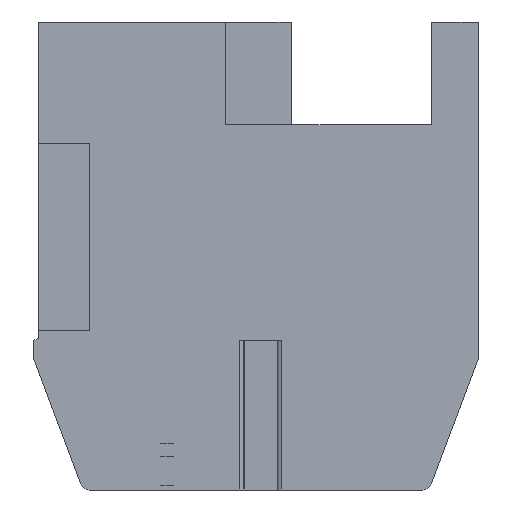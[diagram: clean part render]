
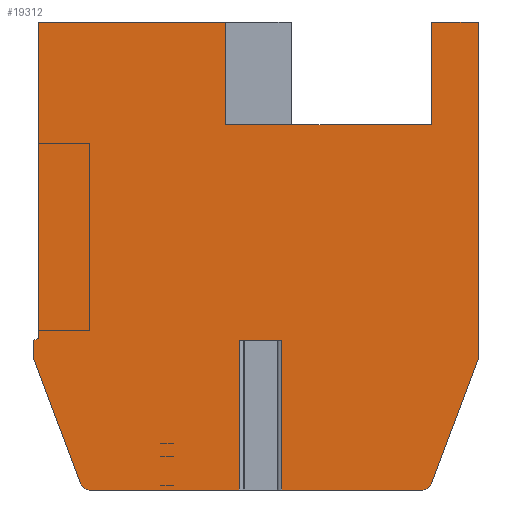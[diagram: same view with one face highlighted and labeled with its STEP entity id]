
A CAD part, front view. The second image highlights one B-rep face of the part: STEP entity #19312.
In plain terms, the highlighted planar face has unit normal (0, -1, 0).
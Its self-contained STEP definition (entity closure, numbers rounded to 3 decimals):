
#1=DIRECTION('',(1.,0.,0.));
#2=VECTOR('',#1,0.906);
#3=CARTESIAN_POINT('',(4.297,0.,-6.8));
#4=LINE('',#3,#2);
#5=DIRECTION('',(0.,0.,-1.));
#6=VECTOR('',#5,3.2);
#7=CARTESIAN_POINT('',(4.297,0.,-6.8));
#8=LINE('',#7,#6);
#9=DIRECTION('',(-1.,0.,0.));
#10=VECTOR('',#9,3.208);
#11=CARTESIAN_POINT('',(4.297,0.,-10.));
#12=LINE('',#11,#10);
#13=CARTESIAN_POINT('',(1.089,0.,-9.8));
#14=DIRECTION('',(0.,1.,0.));
#15=DIRECTION('',(0.,0.,-1.));
#16=AXIS2_PLACEMENT_3D('',#13,#14,#15);
#18=DIRECTION('',(-0.351,0.,0.936));
#19=VECTOR('',#18,2.816);
#20=CARTESIAN_POINT('',(0.901,0.,-9.87));
#21=LINE('',#20,#19);
#22=CARTESIAN_POINT('',(0.1,0.,-7.164));
#23=DIRECTION('',(0.,1.,0.));
#24=DIRECTION('',(-0.936,0.,-0.351));
#25=AXIS2_PLACEMENT_3D('',#22,#23,#24);
#27=DIRECTION('',(0.,0.,1.));
#28=VECTOR('',#27,0.364);
#29=CARTESIAN_POINT('',(-0.1,0.,-7.164));
#30=LINE('',#29,#28);
#31=DIRECTION('',(0.928,0.,0.371));
#32=VECTOR('',#31,0.108);
#33=CARTESIAN_POINT('',(-0.1,0.,-6.8));
#34=LINE('',#33,#32);
#35=DIRECTION('',(0.,0.,1.));
#36=VECTOR('',#35,6.76);
#37=CARTESIAN_POINT('',(0.,0.,-6.76));
#38=LINE('',#37,#36);
#39=DIRECTION('',(1.,0.,0.));
#40=VECTOR('',#39,4.);
#41=CARTESIAN_POINT('',(0.,0.,0.));
#42=LINE('',#41,#40);
#43=DIRECTION('',(0.,0.,-1.));
#44=VECTOR('',#43,2.2);
#45=CARTESIAN_POINT('',(4.,0.,0.));
#46=LINE('',#45,#44);
#47=DIRECTION('',(0.,0.,1.));
#48=VECTOR('',#47,2.2);
#49=CARTESIAN_POINT('',(8.4,0.,-2.2));
#50=LINE('',#49,#48);
#51=DIRECTION('',(1.,0.,0.));
#52=VECTOR('',#51,1.);
#53=CARTESIAN_POINT('',(8.4,0.,0.));
#54=LINE('',#53,#52);
#55=DIRECTION('',(0.,0.,-1.));
#56=VECTOR('',#55,7.164);
#57=CARTESIAN_POINT('',(9.4,0.,0.));
#58=LINE('',#57,#56);
#59=CARTESIAN_POINT('',(9.2,0.,-7.164));
#60=DIRECTION('',(0.,1.,0.));
#61=DIRECTION('',(1.,0.,0.));
#62=AXIS2_PLACEMENT_3D('',#59,#60,#61);
#64=DIRECTION('',(-0.351,0.,-0.936));
#65=VECTOR('',#64,2.816);
#66=CARTESIAN_POINT('',(9.387,0.,-7.234));
#67=LINE('',#66,#65);
#68=CARTESIAN_POINT('',(8.211,0.,-9.8));
#69=DIRECTION('',(0.,1.,0.));
#70=DIRECTION('',(0.936,0.,-0.351));
#71=AXIS2_PLACEMENT_3D('',#68,#69,#70);
#73=DIRECTION('',(-1.,0.,0.));
#74=VECTOR('',#73,3.008);
#75=CARTESIAN_POINT('',(8.211,0.,-10.));
#76=LINE('',#75,#74);
#77=DIRECTION('',(0.,0.,-1.));
#78=VECTOR('',#77,3.2);
#79=CARTESIAN_POINT('',(5.203,0.,-6.8));
#80=LINE('',#79,#78);
#4729=DIRECTION('',(-1.,0.,0.));
#4730=VECTOR('',#4729,4.4);
#4731=CARTESIAN_POINT('',(8.4,0.,-2.2));
#4732=LINE('',#4731,#4730);
#15181=CARTESIAN_POINT('',(-0.087,0.,-7.234));
#15182=CARTESIAN_POINT('',(-0.1,0.,-7.164));
#15183=VERTEX_POINT('',#15181);
#15184=VERTEX_POINT('',#15182);
#15185=CARTESIAN_POINT('',(-0.1,0.,-6.8));
#15186=VERTEX_POINT('',#15185);
#15187=CARTESIAN_POINT('',(0.,0.,-6.76));
#15188=VERTEX_POINT('',#15187);
#15189=CARTESIAN_POINT('',(0.,0.,0.));
#15190=VERTEX_POINT('',#15189);
#15191=CARTESIAN_POINT('',(8.4,0.,-2.2));
#15192=CARTESIAN_POINT('',(8.4,0.,0.));
#15193=VERTEX_POINT('',#15191);
#15194=VERTEX_POINT('',#15192);
#15195=CARTESIAN_POINT('',(9.4,0.,0.));
#15196=VERTEX_POINT('',#15195);
#15197=CARTESIAN_POINT('',(9.4,0.,-7.164));
#15198=VERTEX_POINT('',#15197);
#15199=CARTESIAN_POINT('',(9.387,0.,-7.234));
#15200=VERTEX_POINT('',#15199);
#15201=CARTESIAN_POINT('',(8.399,0.,-9.87));
#15202=VERTEX_POINT('',#15201);
#15203=CARTESIAN_POINT('',(8.211,0.,-10.));
#15204=VERTEX_POINT('',#15203);
#15205=CARTESIAN_POINT('',(1.089,0.,-10.));
#15206=CARTESIAN_POINT('',(0.901,0.,-9.87));
#15207=VERTEX_POINT('',#15205);
#15208=VERTEX_POINT('',#15206);
#15421=CARTESIAN_POINT('',(4.,0.,0.));
#15422=CARTESIAN_POINT('',(4.,0.,-2.2));
#15423=VERTEX_POINT('',#15421);
#15424=VERTEX_POINT('',#15422);
#15445=CARTESIAN_POINT('',(4.297,0.,-6.8));
#15446=CARTESIAN_POINT('',(5.203,0.,-6.8));
#15447=VERTEX_POINT('',#15445);
#15448=VERTEX_POINT('',#15446);
#15449=CARTESIAN_POINT('',(4.297,0.,-10.));
#15450=VERTEX_POINT('',#15449);
#15451=CARTESIAN_POINT('',(5.203,0.,-10.));
#15452=VERTEX_POINT('',#15451);
#19265=CARTESIAN_POINT('',(0.,0.,0.));
#19266=DIRECTION('',(0.,1.,0.));
#19267=DIRECTION('',(1.,0.,0.));
#19268=AXIS2_PLACEMENT_3D('',#19265,#19266,#19267);
#19269=PLANE('',#19268);
#19271=ORIENTED_EDGE('',*,*,#19270,.F.);
#19273=ORIENTED_EDGE('',*,*,#19272,.T.);
#19275=ORIENTED_EDGE('',*,*,#19274,.T.);
#19277=ORIENTED_EDGE('',*,*,#19276,.T.);
#19279=ORIENTED_EDGE('',*,*,#19278,.T.);
#19281=ORIENTED_EDGE('',*,*,#19280,.T.);
#19283=ORIENTED_EDGE('',*,*,#19282,.T.);
#19285=ORIENTED_EDGE('',*,*,#19284,.T.);
#19287=ORIENTED_EDGE('',*,*,#19286,.T.);
#19289=ORIENTED_EDGE('',*,*,#19288,.T.);
#19291=ORIENTED_EDGE('',*,*,#19290,.T.);
#19293=ORIENTED_EDGE('',*,*,#19292,.F.);
#19295=ORIENTED_EDGE('',*,*,#19294,.T.);
#19297=ORIENTED_EDGE('',*,*,#19296,.T.);
#19299=ORIENTED_EDGE('',*,*,#19298,.T.);
#19301=ORIENTED_EDGE('',*,*,#19300,.T.);
#19303=ORIENTED_EDGE('',*,*,#19302,.T.);
#19305=ORIENTED_EDGE('',*,*,#19304,.T.);
#19307=ORIENTED_EDGE('',*,*,#19306,.T.);
#19309=ORIENTED_EDGE('',*,*,#19308,.F.);
#19310=EDGE_LOOP('',(#19271,#19273,#19275,#19277,#19279,#19281,#19283,#19285,
#19287,#19289,#19291,#19293,#19295,#19297,#19299,#19301,#19303,#19305,#19307,
#19309));
#19311=FACE_OUTER_BOUND('',#19310,.F.);
#19312=ADVANCED_FACE('',(#19311),#19269,.F.);
#17=CIRCLE('',#16,0.2);
#26=CIRCLE('',#25,0.2);
#63=CIRCLE('',#62,0.2);
#72=CIRCLE('',#71,0.2);
#19270=EDGE_CURVE('',#15447,#15448,#4,.T.);
#19272=EDGE_CURVE('',#15447,#15450,#8,.T.);
#19274=EDGE_CURVE('',#15450,#15207,#12,.T.);
#19276=EDGE_CURVE('',#15207,#15208,#17,.T.);
#19278=EDGE_CURVE('',#15208,#15183,#21,.T.);
#19280=EDGE_CURVE('',#15183,#15184,#26,.T.);
#19282=EDGE_CURVE('',#15184,#15186,#30,.T.);
#19284=EDGE_CURVE('',#15186,#15188,#34,.T.);
#19286=EDGE_CURVE('',#15188,#15190,#38,.T.);
#19288=EDGE_CURVE('',#15190,#15423,#42,.T.);
#19290=EDGE_CURVE('',#15423,#15424,#46,.T.);
#19292=EDGE_CURVE('',#15193,#15424,#4732,.T.);
#19294=EDGE_CURVE('',#15193,#15194,#50,.T.);
#19296=EDGE_CURVE('',#15194,#15196,#54,.T.);
#19298=EDGE_CURVE('',#15196,#15198,#58,.T.);
#19300=EDGE_CURVE('',#15198,#15200,#63,.T.);
#19302=EDGE_CURVE('',#15200,#15202,#67,.T.);
#19304=EDGE_CURVE('',#15202,#15204,#72,.T.);
#19306=EDGE_CURVE('',#15204,#15452,#76,.T.);
#19308=EDGE_CURVE('',#15448,#15452,#80,.T.);
